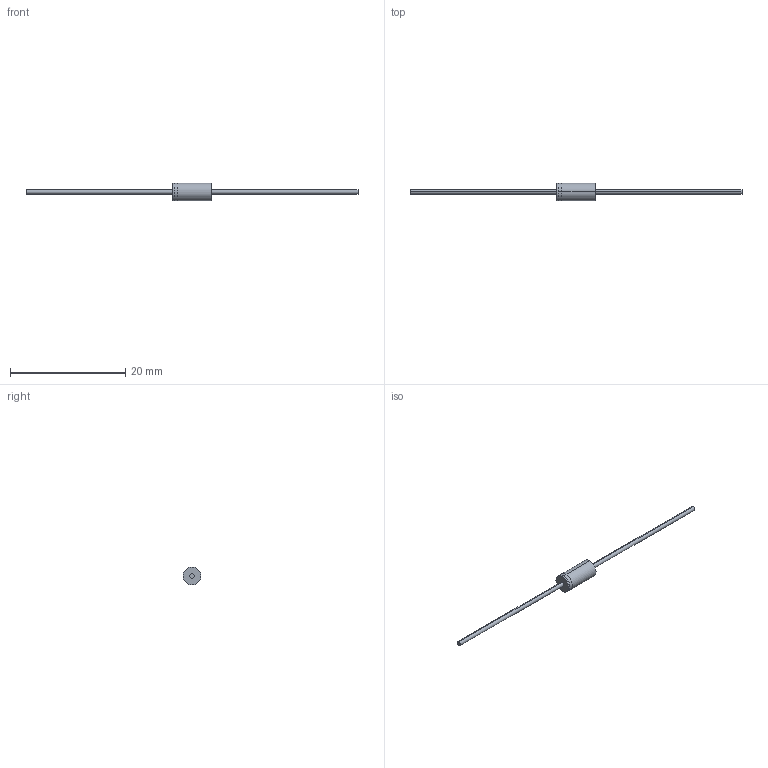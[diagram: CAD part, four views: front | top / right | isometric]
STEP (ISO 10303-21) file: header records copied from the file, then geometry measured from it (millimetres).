
FILE_DESCRIPTION (( 'STEP AP214' ), '1' );
FILE_NAME ('P6KE51CA.STEP', '2021-02-23T22:58:25', ( '' ), ( '' ), 'SwSTEP 2.0', 'SolidWorks 2017', '' );
FILE_SCHEMA (( 'AUTOMOTIVE_DESIGN' ));
Length unit declared in the file: millimetre
Products named in the file (1): P6KE51CA
Bounding box: 57.5 x 3.1 x 3.1 mm (x, y, z)
Volume: 75.2 mm3; surface area: 237.8 mm2
Topology: 5 solids, 5 shells, 20 faces, 30 edges, 20 vertices
Faces by surface type: cylinder 10, plane 10
Entity records: 524 total; most frequent: DIRECTION 92, CARTESIAN_POINT 71, ORIENTED_EDGE 60, AXIS2_PLACEMENT_3D 41, EDGE_CURVE 30, CIRCLE 20, FACE_OUTER_BOUND 20, ADVANCED_FACE 20
